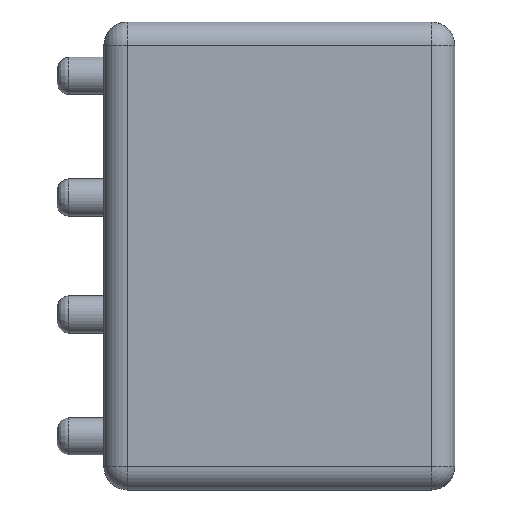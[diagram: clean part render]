
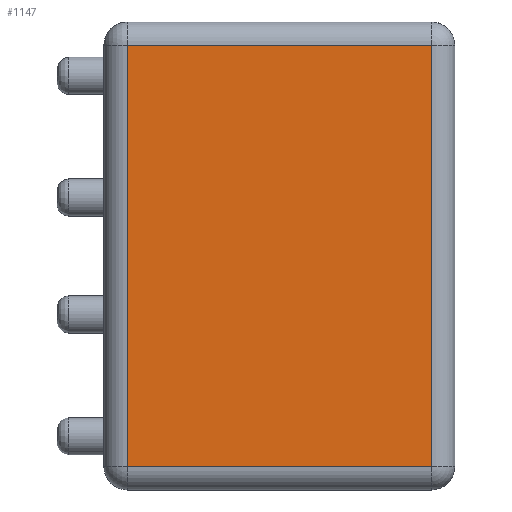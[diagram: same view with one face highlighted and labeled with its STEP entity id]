
A CAD part, left-side view. The second image highlights one B-rep face of the part: STEP entity #1147.
In plain terms, the highlighted planar face has unit normal (-1, 0, 0).
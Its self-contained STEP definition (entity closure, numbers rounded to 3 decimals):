
#220 = CYLINDRICAL_SURFACE('',#221,1.);
#221 = AXIS2_PLACEMENT_3D('',#222,#223,#224);
#222 = CARTESIAN_POINT('',(2.712,-1.,-20.724));
#223 = DIRECTION('',(0.,0.,1.));
#224 = DIRECTION('',(-1.,0.,0.));
#567 = VERTEX_POINT('',#568);
#568 = CARTESIAN_POINT('',(1.712,-1.,-19.724));
#590 = VERTEX_POINT('',#591);
#591 = CARTESIAN_POINT('',(1.712,-1.,-1.724));
#616 = EDGE_CURVE('',#567,#590,#617,.T.);
#617 = SURFACE_CURVE('',#618,(#622,#629),.PCURVE_S1.);
#618 = LINE('',#619,#620);
#619 = CARTESIAN_POINT('',(1.712,-1.,-20.724));
#620 = VECTOR('',#621,1.);
#621 = DIRECTION('',(0.,0.,1.));
#622 = PCURVE('',#220,#623);
#623 = DEFINITIONAL_REPRESENTATION('',(#624),#628);
#624 = LINE('',#625,#626);
#625 = CARTESIAN_POINT('',(-0.,0.));
#626 = VECTOR('',#627,1.);
#627 = DIRECTION('',(-0.,1.));
#628 = ( GEOMETRIC_REPRESENTATION_CONTEXT(2) 
PARAMETRIC_REPRESENTATION_CONTEXT() REPRESENTATION_CONTEXT('2D SPACE',''
  ) );
#629 = PCURVE('',#630,#635);
#630 = PLANE('',#631);
#631 = AXIS2_PLACEMENT_3D('',#632,#633,#634);
#632 = CARTESIAN_POINT('',(1.712,0.,
    -20.724));
#633 = DIRECTION('',(-1.,0.,0.));
#634 = DIRECTION('',(0.,0.,1.));
#635 = DEFINITIONAL_REPRESENTATION('',(#636),#640);
#636 = LINE('',#637,#638);
#637 = CARTESIAN_POINT('',(0.,-1.));
#638 = VECTOR('',#639,1.);
#639 = DIRECTION('',(1.,0.));
#640 = ( GEOMETRIC_REPRESENTATION_CONTEXT(2) 
PARAMETRIC_REPRESENTATION_CONTEXT() REPRESENTATION_CONTEXT('2D SPACE',''
  ) );
#1002 = CYLINDRICAL_SURFACE('',#1003,1.);
#1003 = AXIS2_PLACEMENT_3D('',#1004,#1005,#1006);
#1004 = CARTESIAN_POINT('',(2.712,0.,
    -19.724));
#1005 = DIRECTION('',(0.,-1.,0.));
#1006 = DIRECTION('',(-1.,0.,0.));
#1147 = ADVANCED_FACE('',(#1148),#630,.T.);
#1148 = FACE_BOUND('',#1149,.T.);
#1149 = EDGE_LOOP('',(#1150,#1173,#1201,#1227));
#1150 = ORIENTED_EDGE('',*,*,#1151,.T.);
#1151 = EDGE_CURVE('',#567,#1152,#1154,.T.);
#1152 = VERTEX_POINT('',#1153);
#1153 = CARTESIAN_POINT('',(1.712,-14.,-19.724));
#1154 = SURFACE_CURVE('',#1155,(#1159,#1166),.PCURVE_S1.);
#1155 = LINE('',#1156,#1157);
#1156 = CARTESIAN_POINT('',(1.712,0.,
    -19.724));
#1157 = VECTOR('',#1158,1.);
#1158 = DIRECTION('',(0.,-1.,0.));
#1159 = PCURVE('',#630,#1160);
#1160 = DEFINITIONAL_REPRESENTATION('',(#1161),#1165);
#1161 = LINE('',#1162,#1163);
#1162 = CARTESIAN_POINT('',(1.,0.));
#1163 = VECTOR('',#1164,1.);
#1164 = DIRECTION('',(0.,-1.));
#1165 = ( GEOMETRIC_REPRESENTATION_CONTEXT(2) 
PARAMETRIC_REPRESENTATION_CONTEXT() REPRESENTATION_CONTEXT('2D SPACE',''
  ) );
#1166 = PCURVE('',#1002,#1167);
#1167 = DEFINITIONAL_REPRESENTATION('',(#1168),#1172);
#1168 = LINE('',#1169,#1170);
#1169 = CARTESIAN_POINT('',(0.,0.));
#1170 = VECTOR('',#1171,1.);
#1171 = DIRECTION('',(0.,1.));
#1172 = ( GEOMETRIC_REPRESENTATION_CONTEXT(2) 
PARAMETRIC_REPRESENTATION_CONTEXT() REPRESENTATION_CONTEXT('2D SPACE',''
  ) );
#1173 = ORIENTED_EDGE('',*,*,#1174,.T.);
#1174 = EDGE_CURVE('',#1152,#1175,#1177,.T.);
#1175 = VERTEX_POINT('',#1176);
#1176 = CARTESIAN_POINT('',(1.712,-14.,-1.724));
#1177 = SURFACE_CURVE('',#1178,(#1182,#1189),.PCURVE_S1.);
#1178 = LINE('',#1179,#1180);
#1179 = CARTESIAN_POINT('',(1.712,-14.,-20.724));
#1180 = VECTOR('',#1181,1.);
#1181 = DIRECTION('',(0.,0.,1.));
#1182 = PCURVE('',#630,#1183);
#1183 = DEFINITIONAL_REPRESENTATION('',(#1184),#1188);
#1184 = LINE('',#1185,#1186);
#1185 = CARTESIAN_POINT('',(0.,-14.));
#1186 = VECTOR('',#1187,1.);
#1187 = DIRECTION('',(1.,0.));
#1188 = ( GEOMETRIC_REPRESENTATION_CONTEXT(2) 
PARAMETRIC_REPRESENTATION_CONTEXT() REPRESENTATION_CONTEXT('2D SPACE',''
  ) );
#1189 = PCURVE('',#1190,#1195);
#1190 = CYLINDRICAL_SURFACE('',#1191,1.);
#1191 = AXIS2_PLACEMENT_3D('',#1192,#1193,#1194);
#1192 = CARTESIAN_POINT('',(2.712,-14.,-20.724));
#1193 = DIRECTION('',(0.,0.,1.));
#1194 = DIRECTION('',(-1.,0.,0.));
#1195 = DEFINITIONAL_REPRESENTATION('',(#1196),#1200);
#1196 = LINE('',#1197,#1198);
#1197 = CARTESIAN_POINT('',(0.,0.));
#1198 = VECTOR('',#1199,1.);
#1199 = DIRECTION('',(0.,1.));
#1200 = ( GEOMETRIC_REPRESENTATION_CONTEXT(2) 
PARAMETRIC_REPRESENTATION_CONTEXT() REPRESENTATION_CONTEXT('2D SPACE',''
  ) );
#1201 = ORIENTED_EDGE('',*,*,#1202,.F.);
#1202 = EDGE_CURVE('',#590,#1175,#1203,.T.);
#1203 = SURFACE_CURVE('',#1204,(#1208,#1215),.PCURVE_S1.);
#1204 = LINE('',#1205,#1206);
#1205 = CARTESIAN_POINT('',(1.712,0.,
    -1.724));
#1206 = VECTOR('',#1207,1.);
#1207 = DIRECTION('',(0.,-1.,0.));
#1208 = PCURVE('',#630,#1209);
#1209 = DEFINITIONAL_REPRESENTATION('',(#1210),#1214);
#1210 = LINE('',#1211,#1212);
#1211 = CARTESIAN_POINT('',(19.,0.));
#1212 = VECTOR('',#1213,1.);
#1213 = DIRECTION('',(0.,-1.));
#1214 = ( GEOMETRIC_REPRESENTATION_CONTEXT(2) 
PARAMETRIC_REPRESENTATION_CONTEXT() REPRESENTATION_CONTEXT('2D SPACE',''
  ) );
#1215 = PCURVE('',#1216,#1221);
#1216 = CYLINDRICAL_SURFACE('',#1217,1.);
#1217 = AXIS2_PLACEMENT_3D('',#1218,#1219,#1220);
#1218 = CARTESIAN_POINT('',(2.712,0.,
    -1.724));
#1219 = DIRECTION('',(0.,-1.,0.));
#1220 = DIRECTION('',(0.,0.,1.));
#1221 = DEFINITIONAL_REPRESENTATION('',(#1222),#1226);
#1222 = LINE('',#1223,#1224);
#1223 = CARTESIAN_POINT('',(1.571,0.));
#1224 = VECTOR('',#1225,1.);
#1225 = DIRECTION('',(0.,1.));
#1226 = ( GEOMETRIC_REPRESENTATION_CONTEXT(2) 
PARAMETRIC_REPRESENTATION_CONTEXT() REPRESENTATION_CONTEXT('2D SPACE',''
  ) );
#1227 = ORIENTED_EDGE('',*,*,#616,.F.);
